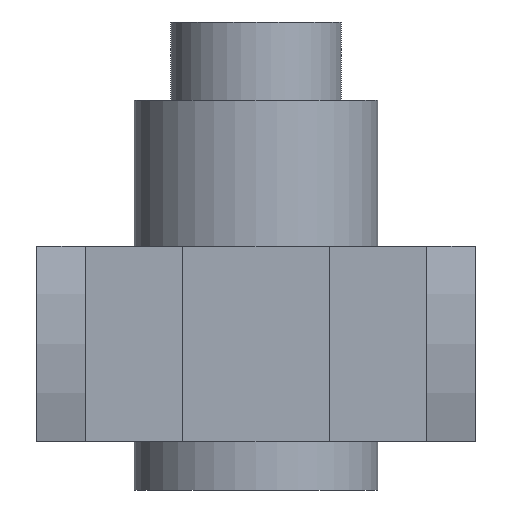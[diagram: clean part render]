
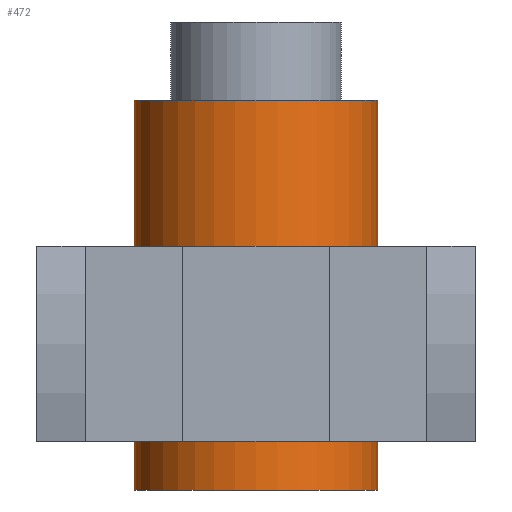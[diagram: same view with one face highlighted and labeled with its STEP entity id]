
A CAD part, front view. The second image highlights one B-rep face of the part: STEP entity #472.
In plain terms, the highlighted cylindrical face has radius 25 mm (diameter 50 mm), a full revolution.
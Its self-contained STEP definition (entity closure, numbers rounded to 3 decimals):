
#62=FACE_OUTER_BOUND('',#92,.T.);
#92=EDGE_LOOP('',(#429,#430,#431,#432,#433,#434,#435,#436,#437,#438));
#137=LINE('',#761,#185);
#139=LINE('',#766,#187);
#143=LINE('',#788,#191);
#144=LINE('',#790,#192);
#185=VECTOR('',#620,10.);
#187=VECTOR('',#624,10.);
#191=VECTOR('',#654,25.);
#192=VECTOR('',#655,25.);
#201=CIRCLE('',#515,25.);
#202=CIRCLE('',#517,25.);
#205=CIRCLE('',#522,25.);
#208=CIRCLE('',#527,25.);
#241=VERTEX_POINT('',#757);
#242=VERTEX_POINT('',#759);
#243=VERTEX_POINT('',#763);
#244=VERTEX_POINT('',#765);
#247=VERTEX_POINT('',#779);
#250=VERTEX_POINT('',#789);
#299=EDGE_CURVE('',#242,#241,#137,.T.);
#301=EDGE_CURVE('',#244,#243,#139,.T.);
#303=EDGE_CURVE('',#243,#241,#201,.T.);
#304=EDGE_CURVE('',#242,#244,#202,.T.);
#308=EDGE_CURVE('',#247,#247,#205,.T.);
#312=EDGE_CURVE('',#247,#243,#143,.T.);
#313=EDGE_CURVE('',#244,#250,#144,.T.);
#314=EDGE_CURVE('',#250,#250,#208,.T.);
#429=ORIENTED_EDGE('',*,*,#308,.T.);
#430=ORIENTED_EDGE('',*,*,#312,.T.);
#431=ORIENTED_EDGE('',*,*,#303,.T.);
#432=ORIENTED_EDGE('',*,*,#299,.F.);
#433=ORIENTED_EDGE('',*,*,#304,.T.);
#434=ORIENTED_EDGE('',*,*,#313,.T.);
#435=ORIENTED_EDGE('',*,*,#314,.T.);
#436=ORIENTED_EDGE('',*,*,#313,.F.);
#437=ORIENTED_EDGE('',*,*,#301,.T.);
#438=ORIENTED_EDGE('',*,*,#312,.F.);
#449=CYLINDRICAL_SURFACE('',#526,25.);
#472=ADVANCED_FACE('',(#62),#449,.T.);
#515=AXIS2_PLACEMENT_3D('',#769,#628,#629);
#517=AXIS2_PLACEMENT_3D('',#771,#632,#633);
#522=AXIS2_PLACEMENT_3D('',#780,#643,#644);
#526=AXIS2_PLACEMENT_3D('',#787,#652,#653);
#527=AXIS2_PLACEMENT_3D('',#791,#656,#657);
#620=DIRECTION('',(0.,0.,1.));
#624=DIRECTION('',(0.,0.,1.));
#628=DIRECTION('center_axis',(0.,0.,1.));
#629=DIRECTION('ref_axis',(1.,0.,0.));
#632=DIRECTION('center_axis',(0.,0.,-1.));
#633=DIRECTION('ref_axis',(1.,0.,0.));
#643=DIRECTION('center_axis',(0.,0.,-1.));
#644=DIRECTION('ref_axis',(1.,0.,0.));
#652=DIRECTION('center_axis',(0.,0.,1.));
#653=DIRECTION('ref_axis',(1.,0.,0.));
#654=DIRECTION('',(0.,0.,-1.));
#655=DIRECTION('',(0.,0.,-1.));
#656=DIRECTION('center_axis',(0.,0.,1.));
#657=DIRECTION('ref_axis',(1.,0.,0.));
#757=CARTESIAN_POINT('',(25.,0.,50.));
#759=CARTESIAN_POINT('',(25.,0.,10.));
#761=CARTESIAN_POINT('',(25.,0.,0.));
#763=CARTESIAN_POINT('',(-25.,0.,50.));
#765=CARTESIAN_POINT('',(-25.,0.,10.));
#766=CARTESIAN_POINT('',(-25.,0.,0.));
#769=CARTESIAN_POINT('Origin',(0.,0.,50.));
#771=CARTESIAN_POINT('Origin',(0.,0.,10.));
#779=CARTESIAN_POINT('',(-25.,0.,80.));
#780=CARTESIAN_POINT('Origin',(0.,0.,80.));
#787=CARTESIAN_POINT('Origin',(0.,0.,0.));
#788=CARTESIAN_POINT('',(-25.,0.,0.));
#789=CARTESIAN_POINT('',(-25.,0.,0.));
#790=CARTESIAN_POINT('',(-25.,0.,0.));
#791=CARTESIAN_POINT('Origin',(0.,0.,0.));
